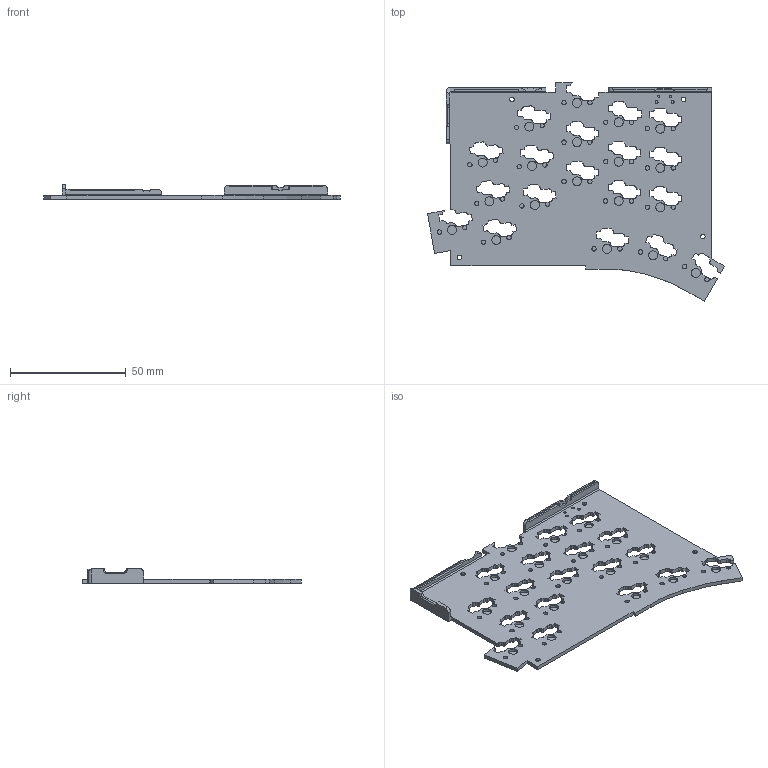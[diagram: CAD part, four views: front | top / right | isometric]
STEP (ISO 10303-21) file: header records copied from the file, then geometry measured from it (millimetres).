
FILE_DESCRIPTION (( 'STEP AP214' ), '1' );
FILE_NAME ('TOTEMcase_v08_6mm_BLE_Bottom_L_v2.STEP', '2024-11-06T07:58:10', ( '' ), ( '' ), 'SwSTEP 2.0', 'SolidWorks 2024', '' );
FILE_SCHEMA (( 'AUTOMOTIVE_DESIGN' ));
Length unit declared in the file: millimetre
Products named in the file (1): TOTEMcase_v08_6mm_BLE_Bottom_L_v2
Bounding box: 128.32 x 94.46 x 6.39 mm (x, y, z)
Volume: 13550.1 mm3; surface area: 19021.8 mm2
Topology: 1 solids, 1 shells, 973 faces, 2750 edges, 1823 vertices
Faces by surface type: plane 455, bspline 352, cylinder 152, cone 14
Entity records: 33761 total; most frequent: CARTESIAN_POINT 10703, ORIENTED_EDGE 5500, DIRECTION 3597, EDGE_CURVE 2750, VERTEX_POINT 1823, VECTOR 1733, LINE 1733, EDGE_LOOP 1057
